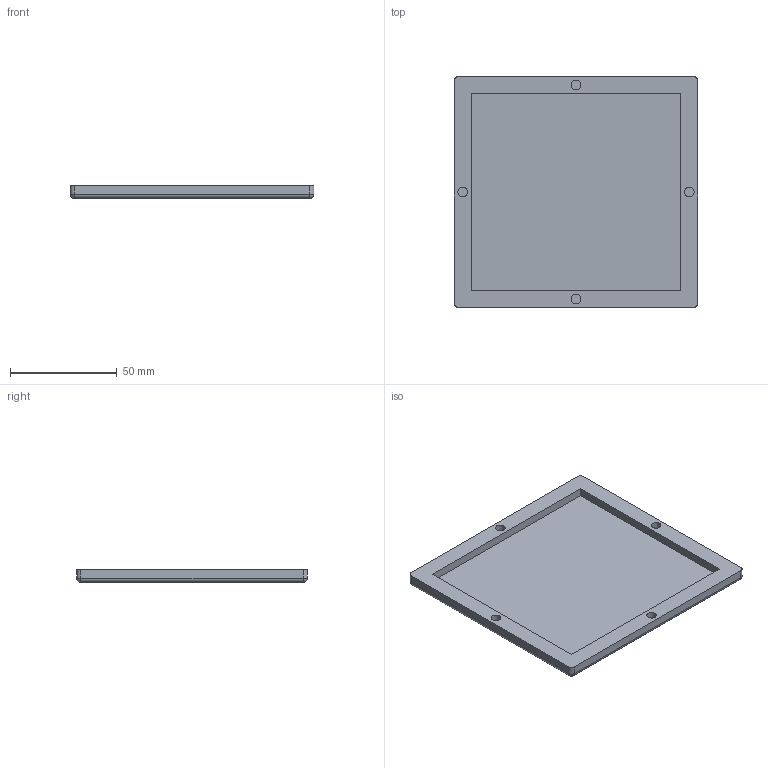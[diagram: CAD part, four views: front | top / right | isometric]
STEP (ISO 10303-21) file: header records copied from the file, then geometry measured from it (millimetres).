
FILE_DESCRIPTION(/* description */ (''),/* implementation_level */ '2;1');
FILE_NAME(/* name */ 'case_bottom.step',/* time_stamp */ '2025-07-20T15:06:20+01:00',/* author */ (''),/* organization */ (''),/* preprocessor_version */ 'ST-DEVELOPER v20.1',/* originating_system */ 'Autodesk Translation Framework v14.10.0.0',/* authorisation */ '');
FILE_SCHEMA (('AUTOMOTIVE_DESIGN { 1 0 10303 214 3 1 1 }'));
Length unit declared in the file: millimetre
Products named in the file (1): Case Bottom
Bounding box: 114.25 x 108.31 x 6 mm (x, y, z)
Volume: 37348.7 mm3; surface area: 28733.6 mm2
Topology: 1 solids, 1 shells, 31 faces, 60 edges, 36 vertices
Faces by surface type: plane 15, cylinder 12, sphere 4
Full cylindrical faces by diameter (mm): 4.5 x4
Entity records: 815 total; most frequent: DIRECTION 148, CARTESIAN_POINT 128, ORIENTED_EDGE 120, EDGE_CURVE 60, AXIS2_PLACEMENT_3D 56, EDGE_LOOP 36, LINE 36, VECTOR 36
